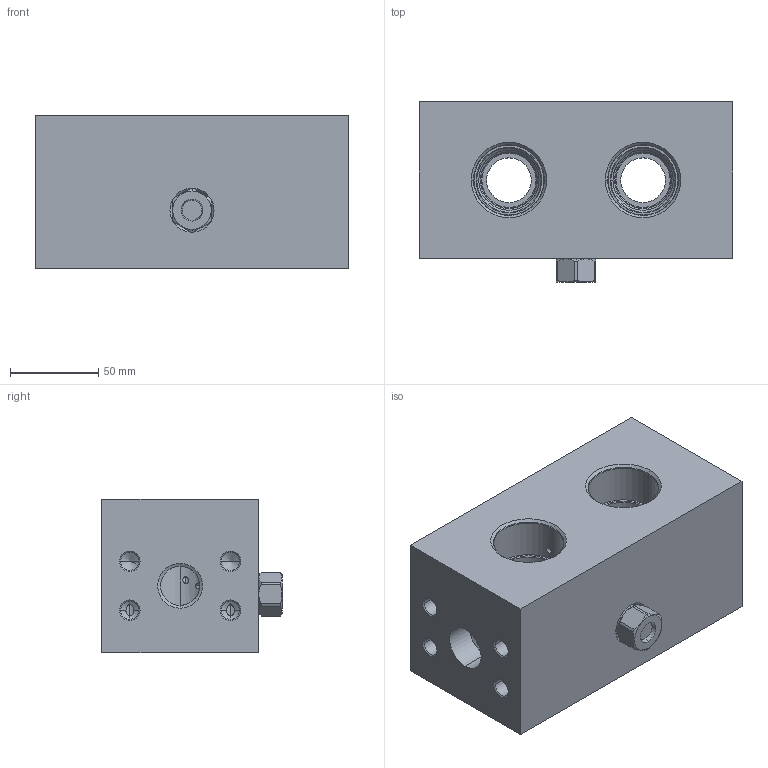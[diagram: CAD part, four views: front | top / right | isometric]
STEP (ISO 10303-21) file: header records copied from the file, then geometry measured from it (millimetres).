
FILE_DESCRIPTION((''),'2;1');
FILE_NAME('YK4_ASM','2021-07-09T',('ProEService'),(''),'PRO/ENGINEER BY PARAMETRIC TECHNOLOGY CORPORATION, 2014200','PRO/ENGINEER BY PARAMETRIC TECHNOLOGY CORPORATION, 2014200','');
FILE_SCHEMA(('CONFIG_CONTROL_DESIGN'));
Length unit declared in the file: inch
Products named in the file (3): 152-890-001; CSAAEXN; YK4_ASM
Assembly tree (2 placements, depth 2):
  YK4_ASM
    152-890-001
    CSAAEXN
Bounding box: 177.8 x 102.39 x 87.33 mm (x, y, z)
Volume: 1142018.4 mm3; surface area: 126496.5 mm2
Topology: 3 solids, 5 shells, 384 faces, 1260 edges, 1035 vertices
Faces by surface type: cylinder 154, cone 146, plane 42, torus 36, revolution 6
Entity records: 14918 total; most frequent: CARTESIAN_POINT 4038, DIRECTION 2432, ORIENTED_EDGE 1802, EDGE_CURVE 901, AXIS2_PLACEMENT_3D 890, VECTOR 646, LINE 646, VERTEX_POINT 551
